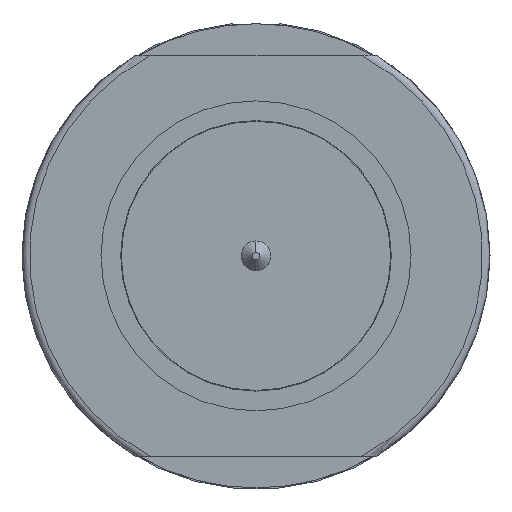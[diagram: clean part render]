
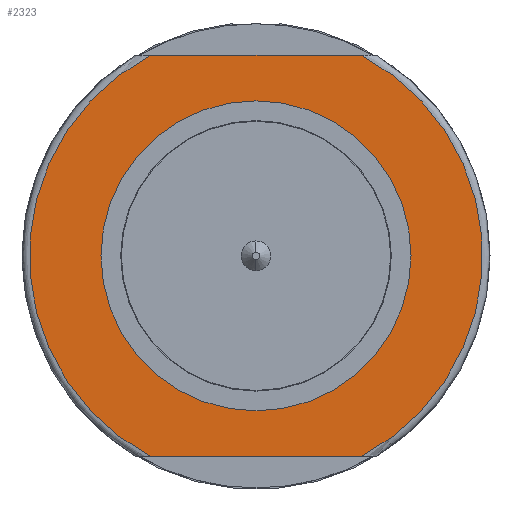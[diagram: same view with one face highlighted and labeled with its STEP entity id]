
A CAD part, left-side view. The second image highlights one B-rep face of the part: STEP entity #2323.
In plain terms, the highlighted planar face has unit normal (-1, 0, 0).
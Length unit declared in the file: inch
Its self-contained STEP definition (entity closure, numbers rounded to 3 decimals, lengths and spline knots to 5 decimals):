
#74 = AXIS2_PLACEMENT_3D ( 'NONE', #1011, #1760, #2322 ) ;
#159 = VERTEX_POINT ( 'NONE', #2312 ) ;
#163 = AXIS2_PLACEMENT_3D ( 'NONE', #2289, #817, #1367 ) ;
#178 = DIRECTION ( 'NONE',  ( 1., 0., 0. ) ) ;
#197 = ORIENTED_EDGE ( 'NONE', *, *, #1229, .F. ) ;
#214 = CIRCLE ( 'NONE', #333, 0.15248 ) ;
#225 = CARTESIAN_POINT ( 'NONE',  ( 0.13555, 0.15748, 0.135 ) ) ;
#261 = CARTESIAN_POINT ( 'NONE',  ( 0.13555, 0.15748, -0.135 ) ) ;
#277 = EDGE_LOOP ( 'NONE', ( #1225, #197 ) ) ;
#333 = AXIS2_PLACEMENT_3D ( 'NONE', #2037, #1266, #2011 ) ;
#364 = AXIS2_PLACEMENT_3D ( 'NONE', #591, #391, #793 ) ;
#391 = DIRECTION ( 'NONE',  ( -1., 0., 0. ) ) ;
#441 = EDGE_CURVE ( 'NONE', #159, #1228, #214, .T. ) ;
#467 = ORIENTED_EDGE ( 'NONE', *, *, #639, .T. ) ;
#503 = FACE_OUTER_BOUND ( 'NONE', #1369, .T. ) ;
#591 = CARTESIAN_POINT ( 'NONE',  ( 0.13555, 0., 0. ) ) ;
#606 = VERTEX_POINT ( 'NONE', #851 ) ;
#639 = EDGE_CURVE ( 'NONE', #1673, #159, #1037, .T. ) ;
#793 = DIRECTION ( 'NONE',  ( 0., 0., 1. ) ) ;
#817 = DIRECTION ( 'NONE',  ( -1., 0., 0. ) ) ;
#851 = CARTESIAN_POINT ( 'NONE',  ( 0.13555, 0.07089, 0.135 ) ) ;
#961 = CARTESIAN_POINT ( 'NONE',  ( 0.13555, 0., -0.10434 ) ) ;
#972 = CARTESIAN_POINT ( 'NONE',  ( 0.13555, 0., 0.10434 ) ) ;
#1011 = CARTESIAN_POINT ( 'NONE',  ( 0.13555, 0., 0. ) ) ;
#1037 = LINE ( 'NONE', #261, #1453 ) ;
#1140 = LINE ( 'NONE', #225, #1334 ) ;
#1153 = EDGE_CURVE ( 'NONE', #1228, #606, #1140, .T. ) ;
#1225 = ORIENTED_EDGE ( 'NONE', *, *, #1303, .F. ) ;
#1228 = VERTEX_POINT ( 'NONE', #1331 ) ;
#1229 = EDGE_CURVE ( 'NONE', #2163, #1735, #1406, .T. ) ;
#1266 = DIRECTION ( 'NONE',  ( -1., 0., 0. ) ) ;
#1303 = EDGE_CURVE ( 'NONE', #1735, #2163, #1947, .T. ) ;
#1331 = CARTESIAN_POINT ( 'NONE',  ( 0.13555, -0.07089, 0.135 ) ) ;
#1334 = VECTOR ( 'NONE', #1660, 39.37008 ) ;
#1367 = DIRECTION ( 'NONE',  ( 0., 0., 1. ) ) ;
#1369 = EDGE_LOOP ( 'NONE', ( #1918, #1856, #467, #1574 ) ) ;
#1406 = CIRCLE ( 'NONE', #364, 0.10434 ) ;
#1453 = VECTOR ( 'NONE', #1561, 39.37008 ) ;
#1509 = EDGE_CURVE ( 'NONE', #606, #1673, #2370, .T. ) ;
#1561 = DIRECTION ( 'NONE',  ( 0., -1., 0. ) ) ;
#1574 = ORIENTED_EDGE ( 'NONE', *, *, #441, .T. ) ;
#1623 = DIRECTION ( 'NONE',  ( 0., 0., -1. ) ) ;
#1660 = DIRECTION ( 'NONE',  ( 0., 1., 0. ) ) ;
#1673 = VERTEX_POINT ( 'NONE', #1709 ) ;
#1709 = CARTESIAN_POINT ( 'NONE',  ( 0.13555, 0.07089, -0.135 ) ) ;
#1735 = VERTEX_POINT ( 'NONE', #972 ) ;
#1760 = DIRECTION ( 'NONE',  ( -1., 0., 0. ) ) ;
#1856 = ORIENTED_EDGE ( 'NONE', *, *, #1509, .T. ) ;
#1918 = ORIENTED_EDGE ( 'NONE', *, *, #1153, .T. ) ;
#1947 = CIRCLE ( 'NONE', #163, 0.10434 ) ;
#1992 = PLANE ( 'NONE',  #2403 ) ;
#2011 = DIRECTION ( 'NONE',  ( 0., 0., 1. ) ) ;
#2018 = FACE_BOUND ( 'NONE', #277, .T. ) ;
#2037 = CARTESIAN_POINT ( 'NONE',  ( 0.13555, 0., 0. ) ) ;
#2163 = VERTEX_POINT ( 'NONE', #961 ) ;
#2289 = CARTESIAN_POINT ( 'NONE',  ( 0.13555, 0., 0. ) ) ;
#2312 = CARTESIAN_POINT ( 'NONE',  ( 0.13555, -0.07089, -0.135 ) ) ;
#2322 = DIRECTION ( 'NONE',  ( 0., 0., 1. ) ) ;
#2323 = ADVANCED_FACE ( 'NONE', ( #2018, #503 ), #1992, .F. ) ;
#2370 = CIRCLE ( 'NONE', #74, 0.15248 ) ;
#2380 = CARTESIAN_POINT ( 'NONE',  ( 0.13555, 0.10434, 0. ) ) ;
#2403 = AXIS2_PLACEMENT_3D ( 'NONE', #2380, #178, #1623 ) ;
